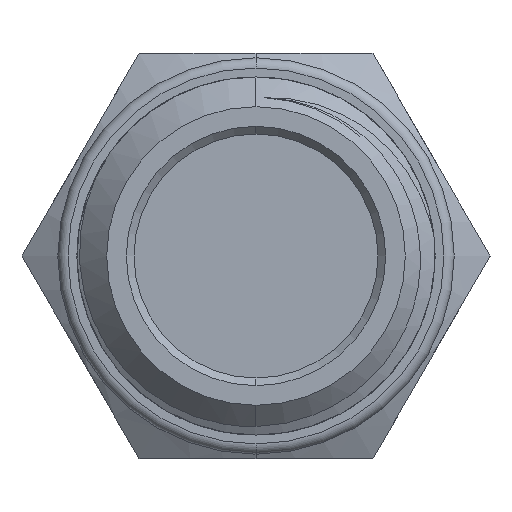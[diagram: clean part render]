
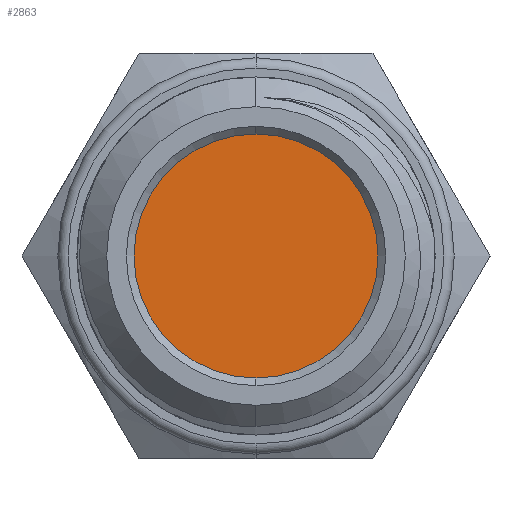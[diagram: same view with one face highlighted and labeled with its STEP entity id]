
A CAD part, left-side view. The second image highlights one B-rep face of the part: STEP entity #2863.
In plain terms, the highlighted planar face has unit normal (-1, 0, 0).
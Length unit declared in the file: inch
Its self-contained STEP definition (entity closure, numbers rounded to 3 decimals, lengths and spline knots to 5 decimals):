
#458 = ORIENTED_EDGE ( 'NONE', *, *, #1921, .T. ) ;
#582 = VERTEX_POINT ( 'NONE', #830 ) ;
#595 = VERTEX_POINT ( 'NONE', #2259 ) ;
#672 = FACE_OUTER_BOUND ( 'NONE', #1126, .T. ) ;
#790 = AXIS2_PLACEMENT_3D ( 'NONE', #2406, #1814, #1544 ) ;
#830 = CARTESIAN_POINT ( 'NONE',  ( 0.10369, 0.27783, 0.58577 ) ) ;
#1082 = PLANE ( 'NONE',  #1319 ) ;
#1126 = EDGE_LOOP ( 'NONE', ( #2957, #458 ) ) ;
#1319 = AXIS2_PLACEMENT_3D ( 'NONE', #2985, #1377, #3233 ) ;
#1377 = DIRECTION ( 'NONE',  ( -1., 0., 0. ) ) ;
#1435 = CIRCLE ( 'NONE', #790, 0.0939 ) ;
#1453 = AXIS2_PLACEMENT_3D ( 'NONE', #1955, #2290, #2807 ) ;
#1544 = DIRECTION ( 'NONE',  ( 0., 0., 1. ) ) ;
#1750 = CIRCLE ( 'NONE', #1453, 0.0939 ) ;
#1814 = DIRECTION ( 'NONE',  ( -1., 0., 0. ) ) ;
#1921 = EDGE_CURVE ( 'NONE', #595, #582, #1750, .T. ) ;
#1955 = CARTESIAN_POINT ( 'NONE',  ( 0.10369, 0.27783, 0.49187 ) ) ;
#2259 = CARTESIAN_POINT ( 'NONE',  ( 0.10369, 0.27783, 0.39797 ) ) ;
#2290 = DIRECTION ( 'NONE',  ( -1., 0., 0. ) ) ;
#2406 = CARTESIAN_POINT ( 'NONE',  ( 0.10369, 0.27783, 0.49187 ) ) ;
#2807 = DIRECTION ( 'NONE',  ( 0., 0., 1. ) ) ;
#2810 = EDGE_CURVE ( 'NONE', #582, #595, #1435, .T. ) ;
#2863 = ADVANCED_FACE ( 'NONE', ( #672 ), #1082, .T. ) ;
#2957 = ORIENTED_EDGE ( 'NONE', *, *, #2810, .T. ) ;
#2985 = CARTESIAN_POINT ( 'NONE',  ( 0.10369, 0.27783, 0.49187 ) ) ;
#3233 = DIRECTION ( 'NONE',  ( 0., 0., 1. ) ) ;
